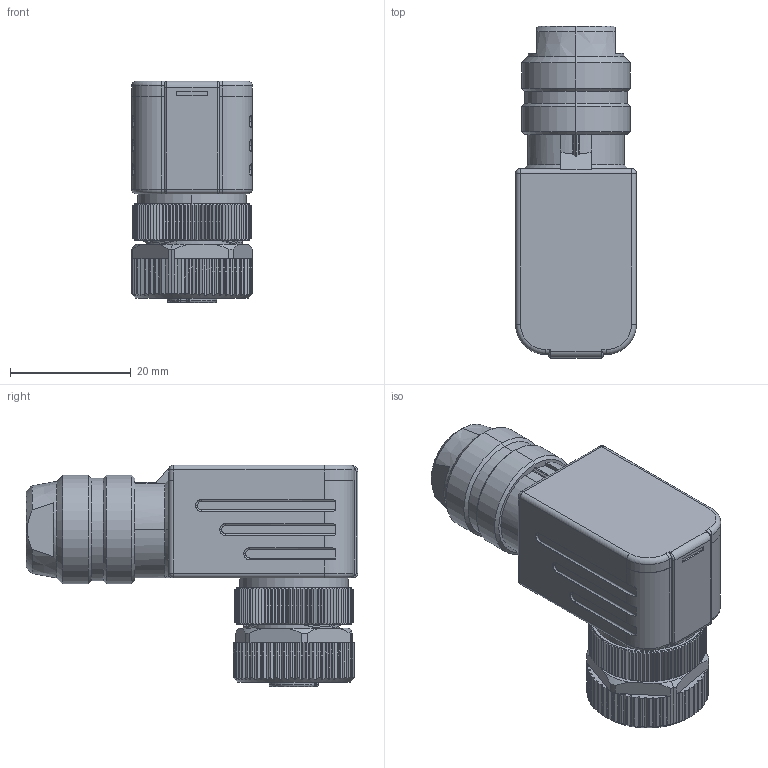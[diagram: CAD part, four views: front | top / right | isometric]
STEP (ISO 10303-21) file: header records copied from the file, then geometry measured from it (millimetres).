
FILE_DESCRIPTION(('CATIA V5 STEP Exchange','CAx-IF Rec.Pracs.--- Model Styling and Organization---1.4--- 2014-01-23'),'2;1');
FILE_NAME ('260438-2_0', '2022-04-11T11:19:15+00:00', ('none'), ('Weidmueller'), 'CATIA Version 5-6 Release 2016 SP3 HF44', 'CATIA V5 STEP AP214', 'none');
FILE_SCHEMA(('AUTOMOTIVE_DESIGN { 1 0 10303 214 1 1 1 1 }'));
Length unit declared in the file: millimetre
Products named in the file (1): 1423050000
Bounding box: 20.18 x 55 x 36.75 mm (x, y, z)
Volume: 21048.9 mm3; surface area: 6899.9 mm2
Topology: 2 solids, 2 shells, 1092 faces, 2833 edges, 1763 vertices
Faces by surface type: plane 417, cylinder 336, cone 238, extrusion 47, torus 26, bspline 20, sphere 8
Entity records: 36749 total; most frequent: CARTESIAN_POINT 12445, ORIENTED_EDGE 5650, DIRECTION 3854, EDGE_CURVE 2825, AXIS2_PLACEMENT_3D 1774, VERTEX_POINT 1763, EDGE_LOOP 1146, ADVANCED_FACE 1092
